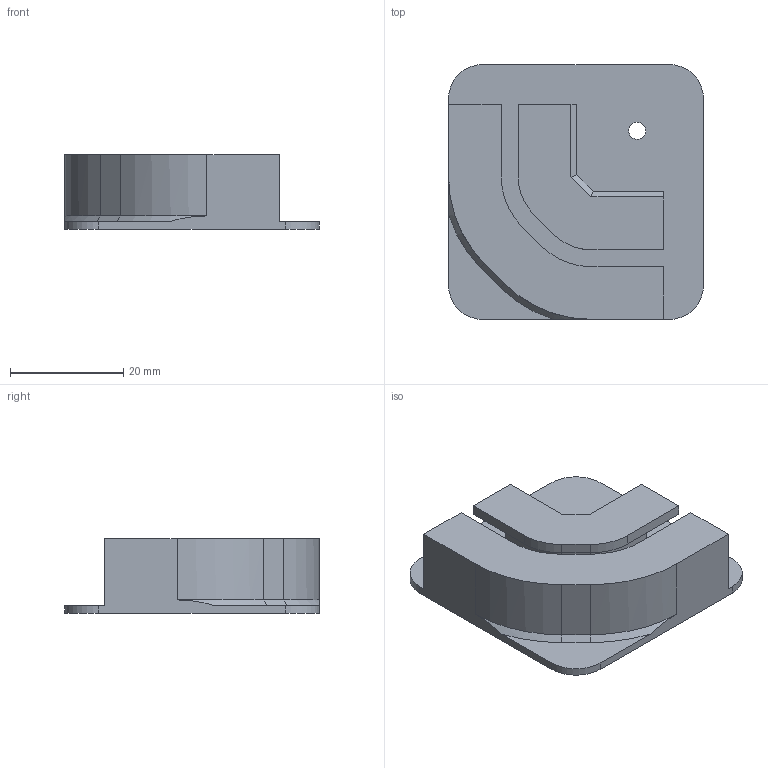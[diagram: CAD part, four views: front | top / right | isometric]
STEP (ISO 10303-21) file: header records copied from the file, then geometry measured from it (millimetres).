
FILE_DESCRIPTION(('FreeCAD Model'),'2;1');
FILE_NAME('Open CASCADE Shape Model','2024-02-04T18:15:03',(''),(''), 'Open CASCADE STEP processor 7.7','FreeCAD','Unknown');
FILE_SCHEMA(('AUTOMOTIVE_DESIGN { 1 0 10303 214 1 1 1 1 }'));
Length unit declared in the file: millimetre
Products named in the file (1): bracket
Bounding box: 45 x 45 x 13.24 mm (x, y, z)
Volume: 6620.8 mm3; surface area: 7922.6 mm2
Topology: 1 solids, 1 shells, 66 faces, 183 edges, 120 vertices
Faces by surface type: plane 45, revolution 14, cylinder 5, bspline 2
Full cylindrical faces by diameter (mm): 3 x1
Entity records: 4864 total; most frequent: CARTESIAN_POINT 1141, DIRECTION 685, LINE 486, VECTOR 486, ORIENTED_EDGE 366, PCURVE 366, DEFINITIONAL_REPRESENTATION 366, EDGE_CURVE 183
